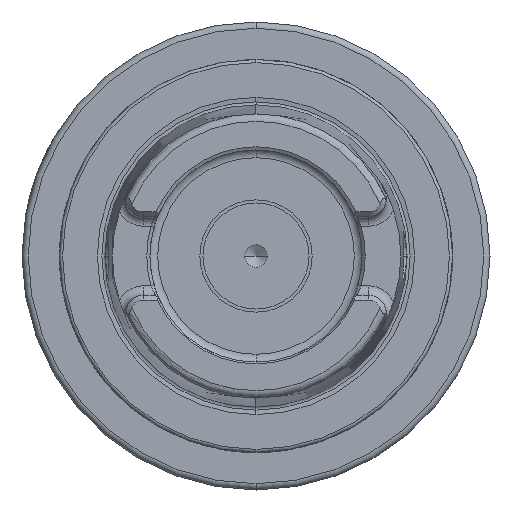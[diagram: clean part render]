
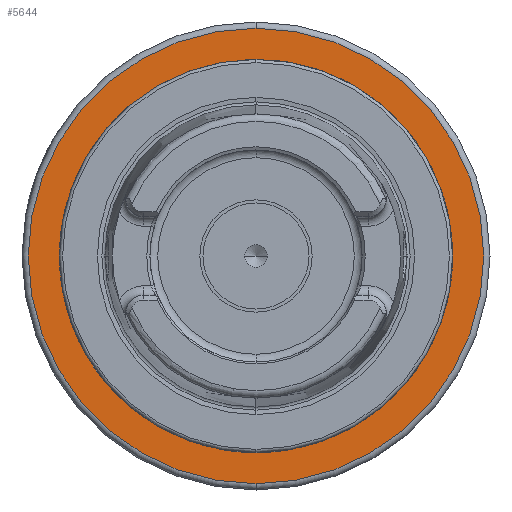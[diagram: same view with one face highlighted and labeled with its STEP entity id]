
A CAD part, left-side view. The second image highlights one B-rep face of the part: STEP entity #5644.
In plain terms, the highlighted planar face has unit normal (-1, 0, 0).
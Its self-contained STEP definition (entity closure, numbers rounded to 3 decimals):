
#2244=CARTESIAN_POINT('',(42.,0.,0.));
#2245=DIRECTION('',(1.,0.,0.));
#2246=DIRECTION('',(0.,0.,1.));
#2247=AXIS2_PLACEMENT_3D('',#2244,#2245,#2246);
#2249=CARTESIAN_POINT('',(42.,0.,0.));
#2250=DIRECTION('',(1.,0.,0.));
#2251=DIRECTION('',(0.,0.,-1.));
#2252=AXIS2_PLACEMENT_3D('',#2249,#2250,#2251);
#2254=CARTESIAN_POINT('',(42.,0.,0.));
#2255=DIRECTION('',(-1.,0.,0.));
#2256=DIRECTION('',(0.,0.,-1.));
#2257=AXIS2_PLACEMENT_3D('',#2254,#2255,#2256);
#2259=CARTESIAN_POINT('',(42.,0.,0.));
#2260=DIRECTION('',(-1.,0.,0.));
#2261=DIRECTION('',(0.,0.,1.));
#2262=AXIS2_PLACEMENT_3D('',#2259,#2260,#2261);
#3121=CARTESIAN_POINT('',(42.,0.,27.5));
#3122=CARTESIAN_POINT('',(42.,0.,-27.5));
#3123=VERTEX_POINT('',#3121);
#3124=VERTEX_POINT('',#3122);
#3137=CARTESIAN_POINT('',(42.,0.,-36.5));
#3138=CARTESIAN_POINT('',(42.,0.,36.5));
#3139=VERTEX_POINT('',#3137);
#3140=VERTEX_POINT('',#3138);
#5629=CARTESIAN_POINT('',(42.,0.,0.));
#5630=DIRECTION('',(1.,0.,0.));
#5631=DIRECTION('',(0.,0.,1.));
#5632=AXIS2_PLACEMENT_3D('',#5629,#5630,#5631);
#5633=PLANE('',#5632);
#5635=ORIENTED_EDGE('',*,*,#5634,.F.);
#5637=ORIENTED_EDGE('',*,*,#5636,.F.);
#5638=EDGE_LOOP('',(#5635,#5637));
#5639=FACE_OUTER_BOUND('',#5638,.F.);
#5640=ORIENTED_EDGE('',*,*,#5167,.F.);
#5641=ORIENTED_EDGE('',*,*,#5182,.F.);
#5642=EDGE_LOOP('',(#5640,#5641));
#5643=FACE_BOUND('',#5642,.F.);
#5644=ADVANCED_FACE('',(#5639,#5643),#5633,.F.);
#2248=CIRCLE('',#2247,27.5);
#2253=CIRCLE('',#2252,27.5);
#2258=CIRCLE('',#2257,36.5);
#2263=CIRCLE('',#2262,36.5);
#5167=EDGE_CURVE('',#3123,#3124,#2248,.T.);
#5182=EDGE_CURVE('',#3124,#3123,#2253,.T.);
#5634=EDGE_CURVE('',#3139,#3140,#2258,.T.);
#5636=EDGE_CURVE('',#3140,#3139,#2263,.T.);
